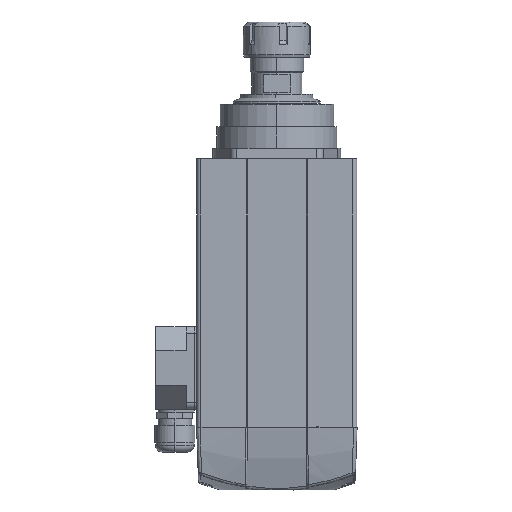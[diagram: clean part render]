
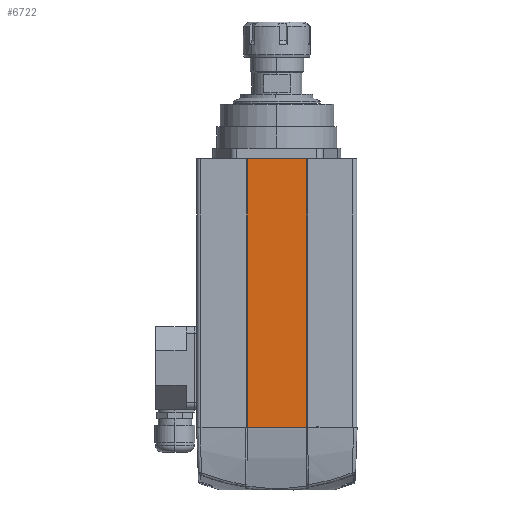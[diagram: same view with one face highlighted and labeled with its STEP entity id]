
A CAD part, left-side view. The second image highlights one B-rep face of the part: STEP entity #6722.
In plain terms, the highlighted planar face has unit normal (-1, 0, 0).
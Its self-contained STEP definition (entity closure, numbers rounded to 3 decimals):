
#478 = PLANE ( 'NONE',  #25008 ) ;
#680 = VECTOR ( 'NONE', #4301, 1000. ) ;
#2733 = CARTESIAN_POINT ( 'NONE',  ( -11419.438, -7598.289, 201. ) ) ;
#3042 = CARTESIAN_POINT ( 'NONE',  ( -11419.438, 0., 201. ) ) ;
#3676 = CARTESIAN_POINT ( 'NONE',  ( -11419.438, 0., 0. ) ) ;
#3908 = CARTESIAN_POINT ( 'NONE',  ( -11419.438, -7642.289, 201. ) ) ;
#4301 = DIRECTION ( 'NONE',  ( 0., 0., -1. ) ) ;
#4624 = EDGE_CURVE ( 'NONE', #7027, #16969, #21295, .T. ) ;
#4912 = DIRECTION ( 'NONE',  ( 1., 0., 0. ) ) ;
#5301 = FACE_OUTER_BOUND ( 'NONE', #20630, .T. ) ;
#6719 = CARTESIAN_POINT ( 'NONE',  ( -11419.438, -7642.289, 201. ) ) ;
#6722 = ADVANCED_FACE ( 'NONE', ( #5301 ), #478, .F. ) ;
#7027 = VERTEX_POINT ( 'NONE', #3908 ) ;
#7088 = VECTOR ( 'NONE', #11974, 1000. ) ;
#8138 = VECTOR ( 'NONE', #23031, 1000. ) ;
#8699 = DIRECTION ( 'NONE',  ( 0., 0., -1. ) ) ;
#9483 = CARTESIAN_POINT ( 'NONE',  ( -11419.438, -7642.289, 0. ) ) ;
#10938 = ORIENTED_EDGE ( 'NONE', *, *, #23927, .T. ) ;
#11974 = DIRECTION ( 'NONE',  ( 0., -1., 0. ) ) ;
#12925 = CARTESIAN_POINT ( 'NONE',  ( -11419.438, 0., 201. ) ) ;
#13254 = VECTOR ( 'NONE', #22177, 1000. ) ;
#14182 = ORIENTED_EDGE ( 'NONE', *, *, #19556, .F. ) ;
#14727 = VERTEX_POINT ( 'NONE', #20172 ) ;
#16969 = VERTEX_POINT ( 'NONE', #9483 ) ;
#17113 = LINE ( 'NONE', #26514, #680 ) ;
#17724 = ORIENTED_EDGE ( 'NONE', *, *, #24082, .T. ) ;
#19556 = EDGE_CURVE ( 'NONE', #26427, #7027, #25437, .T. ) ;
#20172 = CARTESIAN_POINT ( 'NONE',  ( -11419.438, -7598.289, 0. ) ) ;
#20630 = EDGE_LOOP ( 'NONE', ( #10938, #22781, #14182, #17724 ) ) ;
#21270 = LINE ( 'NONE', #3676, #13254 ) ;
#21295 = LINE ( 'NONE', #6719, #8138 ) ;
#22177 = DIRECTION ( 'NONE',  ( 0., -1., 0. ) ) ;
#22781 = ORIENTED_EDGE ( 'NONE', *, *, #4624, .F. ) ;
#23031 = DIRECTION ( 'NONE',  ( 0., 0., -1. ) ) ;
#23927 = EDGE_CURVE ( 'NONE', #14727, #16969, #21270, .T. ) ;
#24082 = EDGE_CURVE ( 'NONE', #26427, #14727, #17113, .T. ) ;
#25008 = AXIS2_PLACEMENT_3D ( 'NONE', #12925, #4912, #8699 ) ;
#25437 = LINE ( 'NONE', #3042, #7088 ) ;
#26427 = VERTEX_POINT ( 'NONE', #2733 ) ;
#26514 = CARTESIAN_POINT ( 'NONE',  ( -11419.438, -7598.289, 201. ) ) ;
